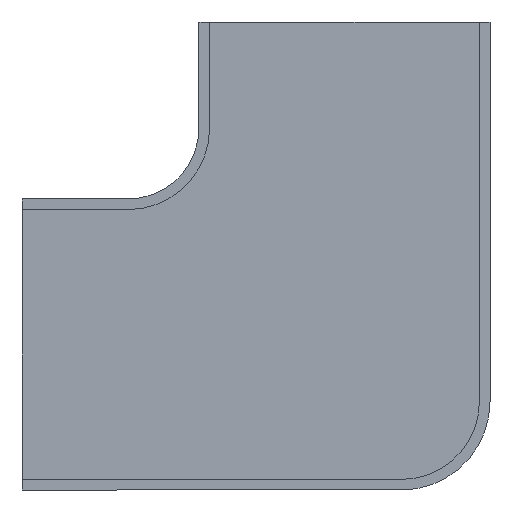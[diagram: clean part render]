
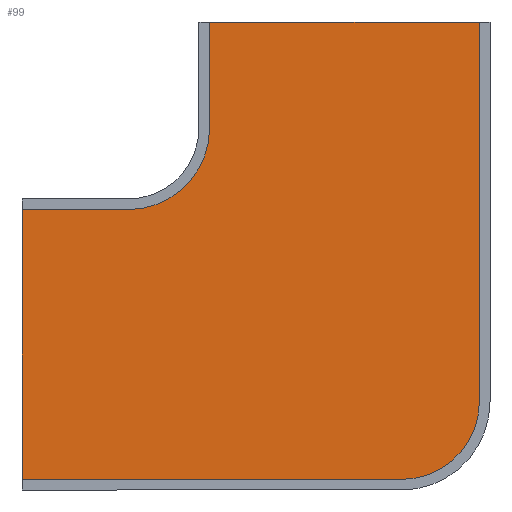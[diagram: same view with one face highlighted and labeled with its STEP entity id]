
A CAD part, front view. The second image highlights one B-rep face of the part: STEP entity #99.
In plain terms, the highlighted planar face has unit normal (0, -1, 0).
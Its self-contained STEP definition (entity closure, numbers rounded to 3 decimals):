
#3 = CARTESIAN_POINT ( 'NONE',  ( 25.25, 8.15, 26.45 ) ) ;
#10 = DIRECTION ( 'NONE',  ( 0., 0., 1. ) ) ;
#17 = EDGE_LOOP ( 'NONE', ( #407, #20, #356, #191, #261, #273, #77, #359 ) ) ;
#20 = ORIENTED_EDGE ( 'NONE', *, *, #366, .F. ) ;
#24 = CARTESIAN_POINT ( 'NONE',  ( 25.25, 8.15, -16.45 ) ) ;
#28 = LINE ( 'NONE', #576, #36 ) ;
#36 = VECTOR ( 'NONE', #525, 1000. ) ;
#54 = CARTESIAN_POINT ( 'NONE',  ( -5.25, 8.15, 26.45 ) ) ;
#58 = VERTEX_POINT ( 'NONE', #209 ) ;
#60 = AXIS2_PLACEMENT_3D ( 'NONE', #484, #197, #520 ) ;
#62 = PLANE ( 'NONE',  #218 ) ;
#63 = DIRECTION ( 'NONE',  ( 0., 1., 0. ) ) ;
#70 = AXIS2_PLACEMENT_3D ( 'NONE', #320, #318, #314 ) ;
#73 = VERTEX_POINT ( 'NONE', #167 ) ;
#76 = CIRCLE ( 'NONE', #60, 9.2 ) ;
#77 = ORIENTED_EDGE ( 'NONE', *, *, #411, .F. ) ;
#94 = CARTESIAN_POINT ( 'NONE',  ( 16.45, 8.15, -16.45 ) ) ;
#95 = VECTOR ( 'NONE', #510, 1000. ) ;
#99 = ADVANCED_FACE ( 'NONE', ( #418 ), #62, .F. ) ;
#109 = VERTEX_POINT ( 'NONE', #24 ) ;
#127 = VERTEX_POINT ( 'NONE', #54 ) ;
#140 = EDGE_CURVE ( 'NONE', #244, #127, #434, .T. ) ;
#160 = VERTEX_POINT ( 'NONE', #575 ) ;
#167 = CARTESIAN_POINT ( 'NONE',  ( -26.45, 8.15, -25.25 ) ) ;
#174 = VECTOR ( 'NONE', #200, 1000. ) ;
#191 = ORIENTED_EDGE ( 'NONE', *, *, #239, .F. ) ;
#197 = DIRECTION ( 'NONE',  ( 0., -1., 0. ) ) ;
#200 = DIRECTION ( 'NONE',  ( 1., 0., 0. ) ) ;
#209 = CARTESIAN_POINT ( 'NONE',  ( -26.45, 8.15, 5.25 ) ) ;
#210 = EDGE_CURVE ( 'NONE', #544, #109, #28, .T. ) ;
#211 = CARTESIAN_POINT ( 'NONE',  ( -26.45, 8.15, 5.25 ) ) ;
#218 = AXIS2_PLACEMENT_3D ( 'NONE', #94, #63, #10 ) ;
#231 = LINE ( 'NONE', #513, #95 ) ;
#239 = EDGE_CURVE ( 'NONE', #127, #544, #231, .T. ) ;
#244 = VERTEX_POINT ( 'NONE', #512 ) ;
#261 = ORIENTED_EDGE ( 'NONE', *, *, #140, .F. ) ;
#268 = VERTEX_POINT ( 'NONE', #482 ) ;
#273 = ORIENTED_EDGE ( 'NONE', *, *, #586, .F. ) ;
#276 = VECTOR ( 'NONE', #606, 1000. ) ;
#289 = VECTOR ( 'NONE', #408, 1000. ) ;
#291 = CIRCLE ( 'NONE', #70, 8.8 ) ;
#293 = VECTOR ( 'NONE', #335, 1000. ) ;
#314 = DIRECTION ( 'NONE',  ( 0., 0., 1. ) ) ;
#318 = DIRECTION ( 'NONE',  ( 0., 1., 0. ) ) ;
#320 = CARTESIAN_POINT ( 'NONE',  ( 16.45, 8.15, -16.45 ) ) ;
#322 = EDGE_CURVE ( 'NONE', #268, #73, #368, .T. ) ;
#335 = DIRECTION ( 'NONE',  ( 0., 0., 1. ) ) ;
#338 = CARTESIAN_POINT ( 'NONE',  ( -26.45, 8.15, 6.45 ) ) ;
#341 = LINE ( 'NONE', #211, #174 ) ;
#356 = ORIENTED_EDGE ( 'NONE', *, *, #210, .F. ) ;
#359 = ORIENTED_EDGE ( 'NONE', *, *, #378, .F. ) ;
#366 = EDGE_CURVE ( 'NONE', #109, #268, #291, .T. ) ;
#368 = LINE ( 'NONE', #422, #289 ) ;
#378 = EDGE_CURVE ( 'NONE', #73, #58, #506, .T. ) ;
#407 = ORIENTED_EDGE ( 'NONE', *, *, #322, .F. ) ;
#408 = DIRECTION ( 'NONE',  ( -1., 0., 0. ) ) ;
#411 = EDGE_CURVE ( 'NONE', #58, #160, #341, .T. ) ;
#418 = FACE_OUTER_BOUND ( 'NONE', #17, .T. ) ;
#422 = CARTESIAN_POINT ( 'NONE',  ( -26.45, 8.15, -25.25 ) ) ;
#434 = LINE ( 'NONE', #597, #276 ) ;
#482 = CARTESIAN_POINT ( 'NONE',  ( 16.45, 8.15, -25.25 ) ) ;
#484 = CARTESIAN_POINT ( 'NONE',  ( -14.45, 8.15, 14.45 ) ) ;
#506 = LINE ( 'NONE', #338, #293 ) ;
#510 = DIRECTION ( 'NONE',  ( 1., 0., 0. ) ) ;
#512 = CARTESIAN_POINT ( 'NONE',  ( -5.25, 8.15, 14.45 ) ) ;
#513 = CARTESIAN_POINT ( 'NONE',  ( -6.45, 8.15, 26.45 ) ) ;
#520 = DIRECTION ( 'NONE',  ( 0., 0., 1. ) ) ;
#525 = DIRECTION ( 'NONE',  ( 0., 0., -1. ) ) ;
#544 = VERTEX_POINT ( 'NONE', #3 ) ;
#575 = CARTESIAN_POINT ( 'NONE',  ( -14.45, 8.15, 5.25 ) ) ;
#576 = CARTESIAN_POINT ( 'NONE',  ( 25.25, 8.15, 26.45 ) ) ;
#586 = EDGE_CURVE ( 'NONE', #160, #244, #76, .T. ) ;
#597 = CARTESIAN_POINT ( 'NONE',  ( -5.25, 8.15, 14.45 ) ) ;
#606 = DIRECTION ( 'NONE',  ( 0., 0., 1. ) ) ;
